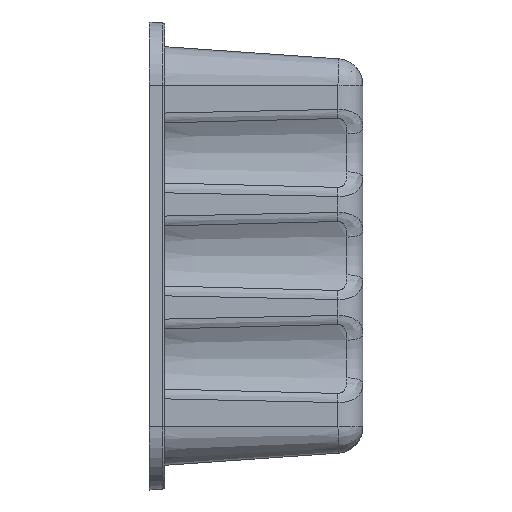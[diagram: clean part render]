
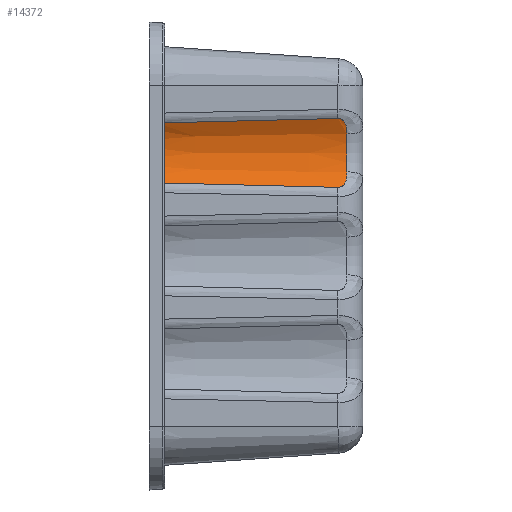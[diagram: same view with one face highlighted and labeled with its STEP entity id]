
A CAD part, left-side view. The second image highlights one B-rep face of the part: STEP entity #14372.
In plain terms, the highlighted conical face has half-angle 4 degrees and reference radius 12.294 mm.
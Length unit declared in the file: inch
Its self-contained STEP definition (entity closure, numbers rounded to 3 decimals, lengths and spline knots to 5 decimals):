
#2986 = EDGE_CURVE ( 'NONE', #2987, #3004, #7632, .T. ) ;
#2987 = VERTEX_POINT ( 'NONE', #7633 ) ;
#2992 = EDGE_CURVE ( 'NONE', #2993, #3019, #7700, .T. ) ;
#2993 = VERTEX_POINT ( 'NONE', #7701 ) ;
#3003 = EDGE_CURVE ( 'NONE', #3004, #2993, #7707, .T. ) ;
#3004 = VERTEX_POINT ( 'NONE', #7708 ) ;
#3019 = VERTEX_POINT ( 'NONE', #7813 ) ;
#6550 = CARTESIAN_POINT ( 'NONE',  ( -3.06148, -1.84056, 0.75199 ) ) ;
#6551 = CARTESIAN_POINT ( 'NONE',  ( -3.07387, -1.83684, 0.7212 ) ) ;
#6563 = CARTESIAN_POINT ( 'NONE',  ( -3.05106, -1.84116, 0.78403 ) ) ;
#6568 = CARTESIAN_POINT ( 'NONE',  ( -3.0559, -1.84116, 0.76793 ) ) ;
#7620 = CARTESIAN_POINT ( 'NONE',  ( -3.0807, -1.83379, 0.70627 ) ) ;
#7621 = CARTESIAN_POINT ( 'NONE',  ( -3.0918, -1.82541, 0.68493 ) ) ;
#7622 = CARTESIAN_POINT ( 'NONE',  ( -3.09556, -1.82202, 0.67815 ) ) ;
#7623 = CARTESIAN_POINT ( 'NONE',  ( -3.10305, -1.81356, 0.66547 ) ) ;
#7624 = CARTESIAN_POINT ( 'NONE',  ( -3.1067, -1.80858, 0.65971 ) ) ;
#7625 = CARTESIAN_POINT ( 'NONE',  ( -3.11343, -1.79665, 0.64979 ) ) ;
#7626 = CARTESIAN_POINT ( 'NONE',  ( -3.11648, -1.7897, 0.64568 ) ) ;
#7627 = CARTESIAN_POINT ( 'NONE',  ( -3.12112, -1.77428, 0.64018 ) ) ;
#7628 = CARTESIAN_POINT ( 'NONE',  ( -3.12266, -1.76596, 0.63883 ) ) ;
#7629 = CARTESIAN_POINT ( 'NONE',  ( -3.12324, -1.75744, 0.63904 ) ) ;
#7632 = B_SPLINE_CURVE_WITH_KNOTS ( 'NONE', 3,
 ( #7629, #7628, #7627, #7626, #7625, #7624, #7623, #7622, #7621, #7620, #6551, #6550, #6568, #6563 ),
 .UNSPECIFIED., .F., .F.,
 ( 4, 2, 2, 2, 2, 2, 4 ),
 ( 0., 0.00065, 0.0013, 0.00195, 0.0026, 0.0039, 0.0052 ),
 .UNSPECIFIED. ) ;
#7633 = CARTESIAN_POINT ( 'NONE',  ( -3.12324, -1.75744, 0.63904 ) ) ;
#7678 = CARTESIAN_POINT ( 'NONE',  ( -3.12324, -1.75744, 1.27996 ) ) ;
#7679 = CARTESIAN_POINT ( 'NONE',  ( -3.12266, -1.76598, 1.28017 ) ) ;
#7680 = CARTESIAN_POINT ( 'NONE',  ( -3.12109, -1.77439, 1.27879 ) ) ;
#7681 = CARTESIAN_POINT ( 'NONE',  ( -3.11761, -1.78593, 1.27465 ) ) ;
#7682 = CARTESIAN_POINT ( 'NONE',  ( -3.11625, -1.78963, 1.27292 ) ) ;
#7683 = CARTESIAN_POINT ( 'NONE',  ( -3.1133, -1.79651, 1.26894 ) ) ;
#7684 = CARTESIAN_POINT ( 'NONE',  ( -3.11171, -1.7997, 1.26668 ) ) ;
#7685 = CARTESIAN_POINT ( 'NONE',  ( -3.10664, -1.80866, 1.25921 ) ) ;
#7686 = CARTESIAN_POINT ( 'NONE',  ( -3.10294, -1.81369, 1.25336 ) ) ;
#7687 = CARTESIAN_POINT ( 'NONE',  ( -3.09553, -1.82204, 1.2408 ) ) ;
#7688 = CARTESIAN_POINT ( 'NONE',  ( -3.09173, -1.82546, 1.23394 ) ) ;
#7689 = CARTESIAN_POINT ( 'NONE',  ( -3.08072, -1.83376, 1.21276 ) ) ;
#7690 = CARTESIAN_POINT ( 'NONE',  ( -3.07388, -1.83683, 1.19784 ) ) ;
#7691 = CARTESIAN_POINT ( 'NONE',  ( -3.06455, -1.83963, 1.17463 ) ) ;
#7692 = CARTESIAN_POINT ( 'NONE',  ( -3.06158, -1.84025, 1.16673 ) ) ;
#7693 = CARTESIAN_POINT ( 'NONE',  ( -3.05605, -1.84101, 1.1509 ) ) ;
#7694 = CARTESIAN_POINT ( 'NONE',  ( -3.05347, -1.84116, 1.14296 ) ) ;
#7699 = CARTESIAN_POINT ( 'NONE',  ( -3.05106, -1.84116, 1.13497 ) ) ;
#7700 = B_SPLINE_CURVE_WITH_KNOTS ( 'NONE', 3,
 ( #7699, #7694, #7693, #7692, #7691, #7690, #7689, #7688, #7687, #7686, #7685, #7684, #7683, #7682, #7681, #7680, #7679, #7678 ),
 .UNSPECIFIED., .F., .F.,
 ( 4, 2, 2, 2, 2, 2, 2, 2, 4 ),
 ( 0.01443, 0.01507, 0.01572, 0.01702, 0.01766, 0.01831, 0.01863, 0.01896, 0.01961 ),
 .UNSPECIFIED. ) ;
#7701 = CARTESIAN_POINT ( 'NONE',  ( -3.05106, -1.84116, 1.13497 ) ) ;
#7704 = DIRECTION ( 'NONE',  ( 0., 0., 1. ) ) ;
#7705 = DIRECTION ( 'NONE',  ( 0., -1., 0. ) ) ;
#7706 = AXIS2_PLACEMENT_3D ( 'NONE', #7739, #7705, #7704 ) ;
#7707 = CIRCLE ( 'NONE', #7706, 0.60925 ) ;
#7708 = CARTESIAN_POINT ( 'NONE',  ( -3.05106, -1.84116, 0.78403 ) ) ;
#7739 = CARTESIAN_POINT ( 'NONE',  ( -3.6345, -1.84116, 0.9595 ) ) ;
#7813 = CARTESIAN_POINT ( 'NONE',  ( -3.12324, -1.75744, 1.27996 ) ) ;
#13514 = DIRECTION ( 'NONE',  ( 0., 0., 1. ) ) ;
#13515 = DIRECTION ( 'NONE',  ( 0., -1., 0. ) ) ;
#13516 = CARTESIAN_POINT ( 'NONE',  ( -3.6345, -0.05, 0.9595 ) ) ;
#13517 = AXIS2_PLACEMENT_3D ( 'NONE', #13516, #13515, #13514 ) ;
#13519 = CARTESIAN_POINT ( 'NONE',  ( -3.23625, -0.07791, 1.23797 ) ) ;
#13520 = CARTESIAN_POINT ( 'NONE',  ( -3.19885, -0.63775, 1.2528 ) ) ;
#13521 = CARTESIAN_POINT ( 'NONE',  ( -3.16113, -1.19759, 1.26671 ) ) ;
#13522 = CARTESIAN_POINT ( 'NONE',  ( -3.12324, -1.75744, 1.27996 ) ) ;
#13525 = B_SPLINE_CURVE_WITH_KNOTS ( 'NONE', 3,
 ( #13522, #13521, #13520, #13519 ),
 .UNSPECIFIED., .F., .F.,
 ( 4, 4 ),
 ( 0., 0.04277 ),
 .UNSPECIFIED. ) ;
#13526 = CONICAL_SURFACE ( 'NONE', #13517, 0.484, 0.07 ) ;
#13528 = FACE_OUTER_BOUND ( 'NONE', #14373, .T. ) ;
#13529 = CARTESIAN_POINT ( 'NONE',  ( -3.23625, -0.07791, 1.23797 ) ) ;
#14368 = VERTEX_POINT ( 'NONE', #13529 ) ;
#14370 = EDGE_CURVE ( 'NONE', #3019, #14368, #13525, .T. ) ;
#14372 = ADVANCED_FACE ( 'NONE', ( #13528 ), #13526, .F. ) ;
#14373 = EDGE_LOOP ( 'NONE', ( #14374, #14428, #14431, #14433, #14434, #14435 ) ) ;
#14374 = ORIENTED_EDGE ( 'NONE', *, *, #14370, .T. ) ;
#14428 = ORIENTED_EDGE ( 'NONE', *, *, #14429, .T. ) ;
#14429 = EDGE_CURVE ( 'NONE', #14368, #14430, #17166, .T. ) ;
#14430 = VERTEX_POINT ( 'NONE', #17167 ) ;
#14431 = ORIENTED_EDGE ( 'NONE', *, *, #14432, .T. ) ;
#14432 = EDGE_CURVE ( 'NONE', #14430, #2987, #17160, .T. ) ;
#14433 = ORIENTED_EDGE ( 'NONE', *, *, #2986, .T. ) ;
#14434 = ORIENTED_EDGE ( 'NONE', *, *, #3003, .T. ) ;
#14435 = ORIENTED_EDGE ( 'NONE', *, *, #2992, .T. ) ;
#17154 = CARTESIAN_POINT ( 'NONE',  ( -3.12324, -1.75744, 0.63904 ) ) ;
#17155 = CARTESIAN_POINT ( 'NONE',  ( -3.16113, -1.19759, 0.65229 ) ) ;
#17156 = CARTESIAN_POINT ( 'NONE',  ( -3.19885, -0.63775, 0.6662 ) ) ;
#17157 = CARTESIAN_POINT ( 'NONE',  ( -3.23625, -0.07791, 0.68103 ) ) ;
#17160 = B_SPLINE_CURVE_WITH_KNOTS ( 'NONE', 3,
 ( #17157, #17156, #17155, #17154 ),
 .UNSPECIFIED., .F., .F.,
 ( 4, 4 ),
 ( 0.00071, 0.04348 ),
 .UNSPECIFIED. ) ;
#17162 = DIRECTION ( 'NONE',  ( 0., 0., 1. ) ) ;
#17163 = DIRECTION ( 'NONE',  ( 0., 1., 0. ) ) ;
#17164 = AXIS2_PLACEMENT_3D ( 'NONE', #17173, #17163, #17162 ) ;
#17166 = CIRCLE ( 'NONE', #17164, 0.48595 ) ;
#17167 = CARTESIAN_POINT ( 'NONE',  ( -3.23625, -0.07791, 0.68103 ) ) ;
#17173 = CARTESIAN_POINT ( 'NONE',  ( -3.6345, -0.07791, 0.9595 ) ) ;
